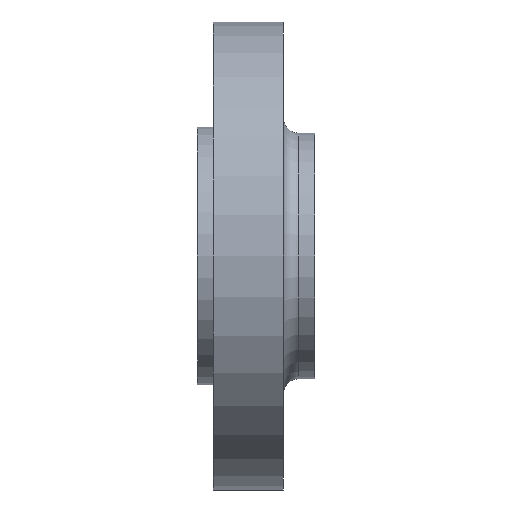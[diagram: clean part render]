
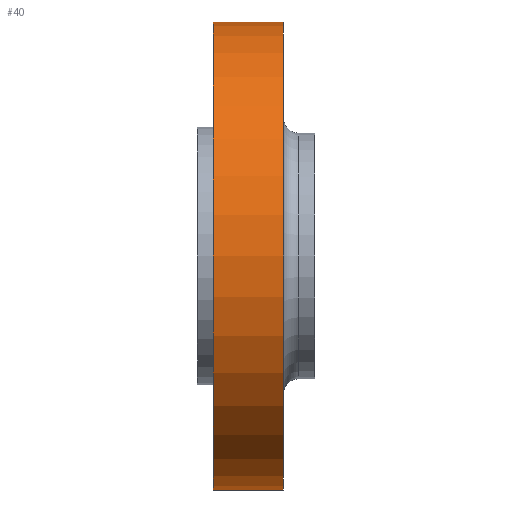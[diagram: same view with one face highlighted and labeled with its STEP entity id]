
A CAD part, front view. The second image highlights one B-rep face of the part: STEP entity #40.
In plain terms, the highlighted cylindrical face has radius 95.25 mm (diameter 190.5 mm), a partial arc.
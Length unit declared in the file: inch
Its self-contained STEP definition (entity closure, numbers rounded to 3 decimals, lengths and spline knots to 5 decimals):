
#28 = CARTESIAN_POINT ( 'NONE',  ( 0., 0., 0. ) ) ;
#40 = ADVANCED_FACE ( 'NONE', ( #273 ), #932, .T. ) ;
#41 = ORIENTED_EDGE ( 'NONE', *, *, #138, .F. ) ;
#92 = CARTESIAN_POINT ( 'NONE',  ( 1.23086, 0., 0. ) ) ;
#107 = LINE ( 'NONE', #182, #417 ) ;
#138 = EDGE_CURVE ( 'NONE', #608, #395, #107, .T. ) ;
#140 = EDGE_LOOP ( 'NONE', ( #41, #648, #803, #915 ) ) ;
#141 = CARTESIAN_POINT ( 'NONE',  ( 0.10586, 0., -3.75 ) ) ;
#182 = CARTESIAN_POINT ( 'NONE',  ( 0., 0., -3.75 ) ) ;
#188 = DIRECTION ( 'NONE',  ( -1., 0., 0. ) ) ;
#242 = DIRECTION ( 'NONE',  ( -1., 0., 0. ) ) ;
#273 = FACE_OUTER_BOUND ( 'NONE', #140, .T. ) ;
#302 = AXIS2_PLACEMENT_3D ( 'NONE', #576, #639, #581 ) ;
#395 = VERTEX_POINT ( 'NONE', #141 ) ;
#417 = VECTOR ( 'NONE', #840, 39.37008 ) ;
#419 = VECTOR ( 'NONE', #804, 39.37008 ) ;
#422 = CARTESIAN_POINT ( 'NONE',  ( 1.23086, 0., 3.75 ) ) ;
#474 = CARTESIAN_POINT ( 'NONE',  ( 0., 0., 3.75 ) ) ;
#476 = CARTESIAN_POINT ( 'NONE',  ( 0.10586, 0., 3.75 ) ) ;
#490 = EDGE_CURVE ( 'NONE', #395, #504, #1051, .T. ) ;
#504 = VERTEX_POINT ( 'NONE', #476 ) ;
#576 = CARTESIAN_POINT ( 'NONE',  ( 0.10586, 0., 0. ) ) ;
#581 = DIRECTION ( 'NONE',  ( 0., 0., 1. ) ) ;
#608 = VERTEX_POINT ( 'NONE', #690 ) ;
#639 = DIRECTION ( 'NONE',  ( -1., 0., 0. ) ) ;
#648 = ORIENTED_EDGE ( 'NONE', *, *, #721, .T. ) ;
#690 = CARTESIAN_POINT ( 'NONE',  ( 1.23086, 0., -3.75 ) ) ;
#721 = EDGE_CURVE ( 'NONE', #608, #896, #941, .T. ) ;
#722 = EDGE_CURVE ( 'NONE', #896, #504, #742, .T. ) ;
#732 = AXIS2_PLACEMENT_3D ( 'NONE', #28, #188, #927 ) ;
#742 = LINE ( 'NONE', #474, #419 ) ;
#803 = ORIENTED_EDGE ( 'NONE', *, *, #722, .T. ) ;
#804 = DIRECTION ( 'NONE',  ( -1., 0., 0. ) ) ;
#840 = DIRECTION ( 'NONE',  ( -1., 0., 0. ) ) ;
#885 = DIRECTION ( 'NONE',  ( 0., 0., 1. ) ) ;
#886 = AXIS2_PLACEMENT_3D ( 'NONE', #92, #242, #885 ) ;
#896 = VERTEX_POINT ( 'NONE', #422 ) ;
#915 = ORIENTED_EDGE ( 'NONE', *, *, #490, .F. ) ;
#927 = DIRECTION ( 'NONE',  ( 0., 0., 1. ) ) ;
#932 = CYLINDRICAL_SURFACE ( 'NONE', #732, 3.75 ) ;
#941 = CIRCLE ( 'NONE', #886, 3.75 ) ;
#1051 = CIRCLE ( 'NONE', #302, 3.75 ) ;
